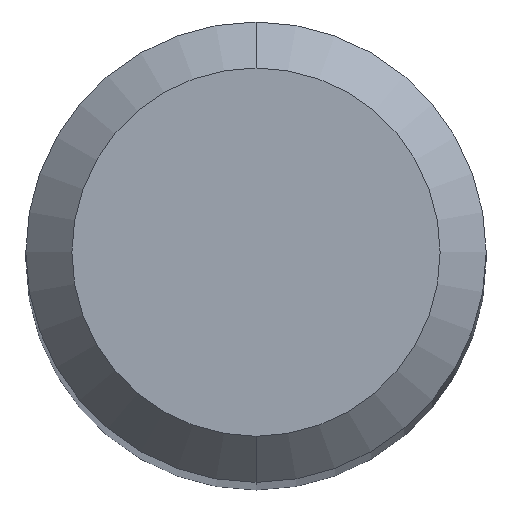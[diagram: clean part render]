
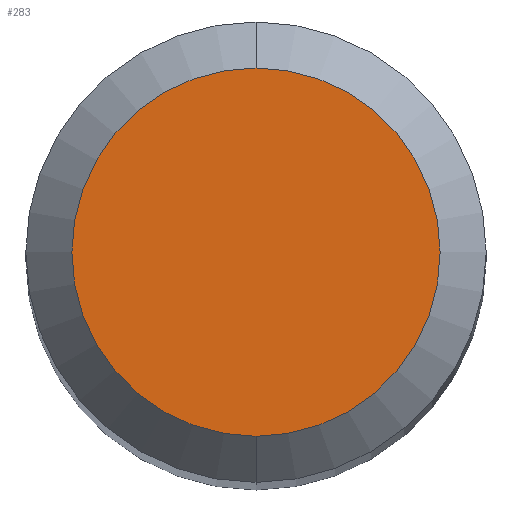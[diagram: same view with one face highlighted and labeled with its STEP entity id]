
A CAD part, top view. The second image highlights one B-rep face of the part: STEP entity #283.
In plain terms, the highlighted planar face has unit normal (0, 0, 1).
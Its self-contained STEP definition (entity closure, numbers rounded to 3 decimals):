
#283=ADVANCED_FACE('',(#600),#601,.T.);
#299=EDGE_CURVE('',#361,#327,#617,.T.);
#327=VERTEX_POINT('',#647);
#361=VERTEX_POINT('',#685);
#399=EDGE_CURVE('',#327,#361,#730,.T.);
#600=FACE_OUTER_BOUND('',#1043,.T.);
#601=PLANE('',#1044);
#617=CIRCLE('',#1065,1.2);
#647=CARTESIAN_POINT('',(0.,-1.2,0.0));
#685=CARTESIAN_POINT('',(0.0,1.2,0.0));
#730=CIRCLE('',#1326,1.2);
#1043=EDGE_LOOP('',(#1577,#1578));
#1044=AXIS2_PLACEMENT_3D('',#1579,#1580,#1581);
#1065=AXIS2_PLACEMENT_3D('',#1584,#1585,#1586);
#1326=AXIS2_PLACEMENT_3D('',#1733,#1734,#1735);
#1577=ORIENTED_EDGE('',*,*,#299,.F.);
#1578=ORIENTED_EDGE('',*,*,#399,.F.);
#1579=CARTESIAN_POINT('',(0.0,0.6,0.0));
#1580=DIRECTION('',(-0.0,0.0,1.0));
#1581=DIRECTION('',(0.0,-1.0,0.0));
#1584=CARTESIAN_POINT('',(0.0,0.0,0.0));
#1585=DIRECTION('',(0.0,0.0,-1.0));
#1586=DIRECTION('',(0.0,1.0,0.0));
#1733=CARTESIAN_POINT('',(0.0,0.0,0.0));
#1734=DIRECTION('',(0.0,0.0,-1.0));
#1735=DIRECTION('',(0.0,1.0,0.0));
